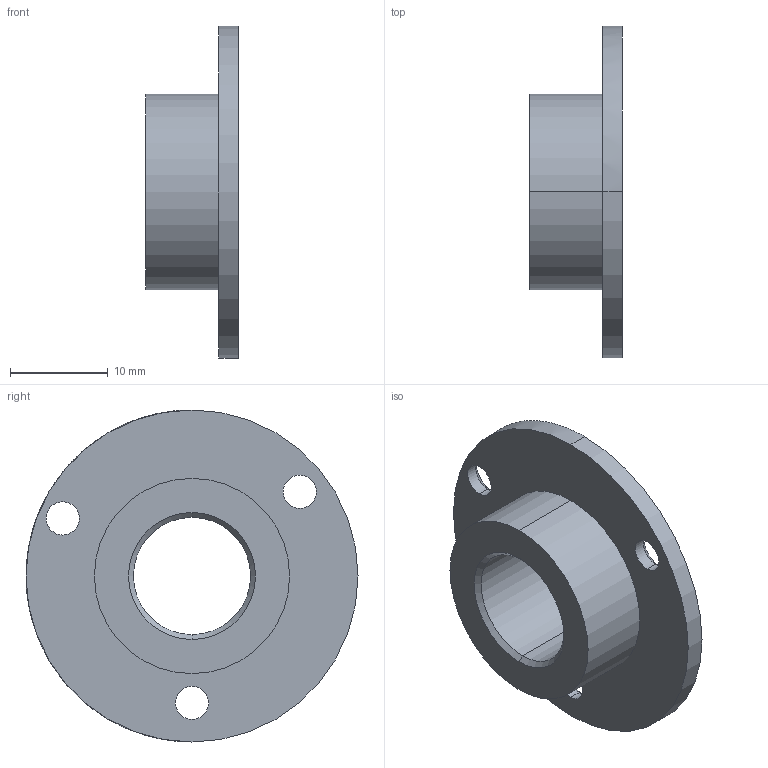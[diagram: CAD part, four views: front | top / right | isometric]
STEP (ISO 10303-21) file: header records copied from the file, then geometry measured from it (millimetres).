
FILE_DESCRIPTION (( 'STEP AP214' ), '1' );
FILE_NAME ('Main Shaft Bushing Right.STEP', '2025-07-06T08:34:23', ( '' ), ( '' ), 'SwSTEP 2.0', 'SolidWorks 2025', '' );
FILE_SCHEMA (( 'AUTOMOTIVE_DESIGN' ));
Length unit declared in the file: millimetre
Products named in the file (1): Main Shaft Bushing Right
Bounding box: 9.5 x 34 x 34 mm (x, y, z)
Volume: 3026.4 mm3; surface area: 2619 mm2
Topology: 1 solids, 1 shells, 23 faces, 54 edges, 33 vertices
Faces by surface type: cylinder 12, cone 8, plane 3
Entity records: 786 total; most frequent: DIRECTION 136, CARTESIAN_POINT 111, ORIENTED_EDGE 108, AXIS2_PLACEMENT_3D 58, EDGE_CURVE 54, CIRCLE 34, VERTEX_POINT 33, EDGE_LOOP 31
